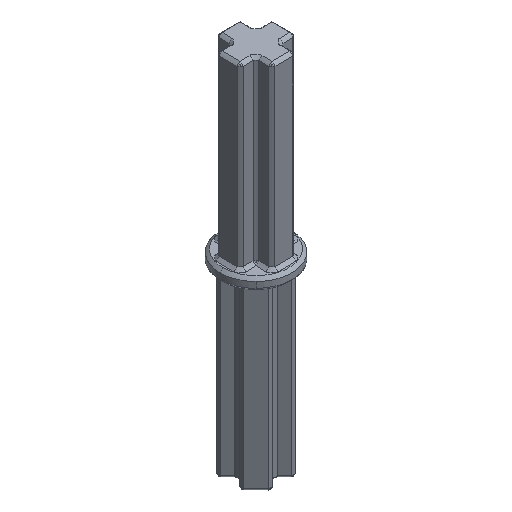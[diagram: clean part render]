
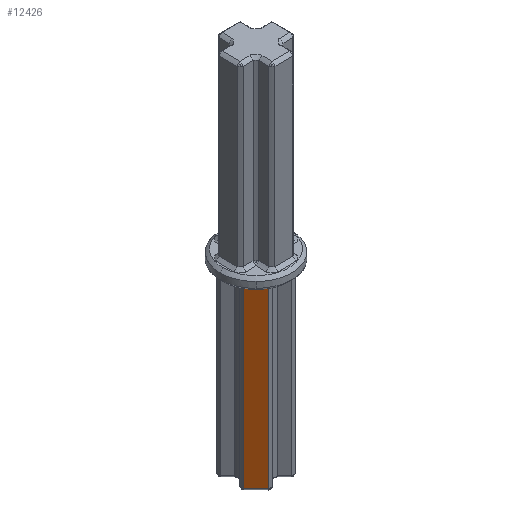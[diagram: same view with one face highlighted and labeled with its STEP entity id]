
A CAD part, isometric view. The second image highlights one B-rep face of the part: STEP entity #12426.
In plain terms, the highlighted planar face has unit normal (-0.707, -0.707, 0).
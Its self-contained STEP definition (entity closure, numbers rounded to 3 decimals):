
#85 = CARTESIAN_POINT ( 'NONE',  ( -1.121, -2.181, -0.75 ) ) ;
#1104 = CARTESIAN_POINT ( 'NONE',  ( -1.474, -1.828, -0.75 ) ) ;
#1721 = PLANE ( 'NONE',  #19474 ) ;
#2345 = CARTESIAN_POINT ( 'NONE',  ( -1.121, -2.181, -15.25 ) ) ;
#3438 = CARTESIAN_POINT ( 'NONE',  ( -2.181, -1.121, -0.75 ) ) ;
#4286 = EDGE_CURVE ( 'NONE', #20690, #29676, #28909, .T. ) ;
#8556 = CARTESIAN_POINT ( 'NONE',  ( -2.181, -1.121, -15.25 ) ) ;
#9560 = CARTESIAN_POINT ( 'NONE',  ( -2.181, -1.121, -15.25 ) ) ;
#11246 = CARTESIAN_POINT ( 'NONE',  ( -1.121, -2.181, -15.25 ) ) ;
#12126 = CARTESIAN_POINT ( 'NONE',  ( -2.181, -1.121, -0.75 ) ) ;
#12426 = ADVANCED_FACE ( 'NONE', ( #13713 ), #1721, .T. ) ;
#13010 = B_SPLINE_CURVE_WITH_KNOTS ( 'NONE', 3,
 ( #8556, #18063, #18680, #2345 ),
 .UNSPECIFIED., .F., .F.,
 ( 4, 4 ),
 ( 0., 1. ),
 .UNSPECIFIED. ) ;
#13713 = FACE_OUTER_BOUND ( 'NONE', #23696, .T. ) ;
#13938 = CARTESIAN_POINT ( 'NONE',  ( -2.181, -1.121, -15.25 ) ) ;
#14141 = ORIENTED_EDGE ( 'NONE', *, *, #4286, .T. ) ;
#15619 = B_SPLINE_CURVE_WITH_KNOTS ( 'NONE', 3,
 ( #12126, #30128, #25879, #9560 ),
 .UNSPECIFIED., .F., .F.,
 ( 4, 4 ),
 ( 0., 1. ),
 .UNSPECIFIED. ) ;
#16064 = CARTESIAN_POINT ( 'NONE',  ( -1.121, -2.181, -0.75 ) ) ;
#16330 = CARTESIAN_POINT ( 'NONE',  ( -1.121, -2.181, -15.25 ) ) ;
#17029 = VERTEX_POINT ( 'NONE', #3438 ) ;
#18063 = CARTESIAN_POINT ( 'NONE',  ( -1.828, -1.474, -15.25 ) ) ;
#18680 = CARTESIAN_POINT ( 'NONE',  ( -1.474, -1.828, -15.25 ) ) ;
#19466 = CARTESIAN_POINT ( 'NONE',  ( -2.181, -1.121, -0.75 ) ) ;
#19474 = AXIS2_PLACEMENT_3D ( 'NONE', #29349, #24945, #22213 ) ;
#19673 = CARTESIAN_POINT ( 'NONE',  ( -1.828, -1.474, -0.75 ) ) ;
#20570 = EDGE_CURVE ( 'NONE', #29180, #20690, #13010, .T. ) ;
#20643 = CARTESIAN_POINT ( 'NONE',  ( -1.121, -2.181, -10.417 ) ) ;
#20690 = VERTEX_POINT ( 'NONE', #16330 ) ;
#21706 = ORIENTED_EDGE ( 'NONE', *, *, #29611, .T. ) ;
#22125 = ORIENTED_EDGE ( 'NONE', *, *, #27083, .T. ) ;
#22213 = DIRECTION ( 'NONE',  ( 0., 0., 1. ) ) ;
#22988 = CARTESIAN_POINT ( 'NONE',  ( -1.121, -2.181, -5.583 ) ) ;
#23696 = EDGE_LOOP ( 'NONE', ( #21706, #24991, #14141, #22125 ) ) ;
#24945 = DIRECTION ( 'NONE',  ( -0.707, -0.707, 0. ) ) ;
#24991 = ORIENTED_EDGE ( 'NONE', *, *, #20570, .T. ) ;
#25879 = CARTESIAN_POINT ( 'NONE',  ( -2.181, -1.121, -10.417 ) ) ;
#26290 = B_SPLINE_CURVE_WITH_KNOTS ( 'NONE', 3,
 ( #26399, #1104, #19673, #19466 ),
 .UNSPECIFIED., .F., .F.,
 ( 4, 4 ),
 ( 0., 1. ),
 .UNSPECIFIED. ) ;
#26399 = CARTESIAN_POINT ( 'NONE',  ( -1.121, -2.181, -0.75 ) ) ;
#27083 = EDGE_CURVE ( 'NONE', #29676, #17029, #26290, .T. ) ;
#28909 = B_SPLINE_CURVE_WITH_KNOTS ( 'NONE', 3,
 ( #11246, #20643, #22988, #16064 ),
 .UNSPECIFIED., .F., .F.,
 ( 4, 4 ),
 ( 0., 1. ),
 .UNSPECIFIED. ) ;
#29180 = VERTEX_POINT ( 'NONE', #13938 ) ;
#29349 = CARTESIAN_POINT ( 'NONE',  ( -1.651, -1.651, 15.5 ) ) ;
#29611 = EDGE_CURVE ( 'NONE', #17029, #29180, #15619, .T. ) ;
#29676 = VERTEX_POINT ( 'NONE', #85 ) ;
#30128 = CARTESIAN_POINT ( 'NONE',  ( -2.181, -1.121, -5.583 ) ) ;
